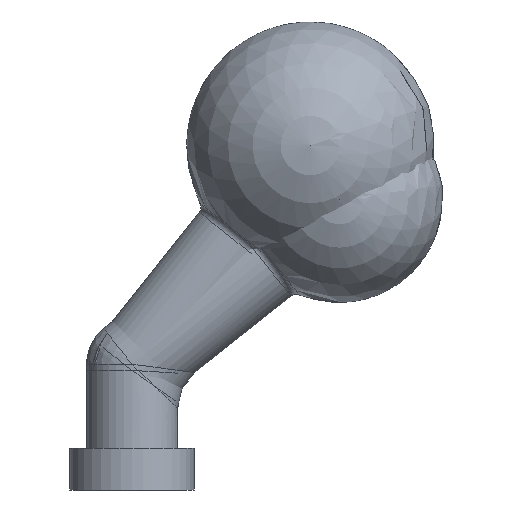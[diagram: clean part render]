
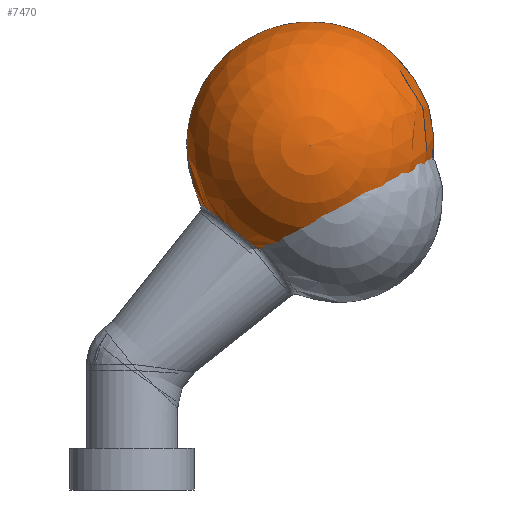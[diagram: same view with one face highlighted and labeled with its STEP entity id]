
A CAD part, front view. The second image highlights one B-rep face of the part: STEP entity #7470.
In plain terms, the highlighted spherical face has radius 30 mm.
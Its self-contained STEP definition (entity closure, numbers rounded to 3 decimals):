
#1646 = DIRECTION ( 'NONE',  ( 0.622, 0., 0.783 ) ) ;
#3009 = DIRECTION ( 'NONE',  ( -0.783, 0., 0.622 ) ) ;
#3695 = DIRECTION ( 'NONE',  ( 0.783, 0., -0.622 ) ) ;
#7470 = ADVANCED_FACE ( 'NONE', ( #11145 ), #8444, .T. ) ;
#8077 = CARTESIAN_POINT ( 'NONE',  ( 43., 0., 73. ) ) ;
#8166 = CARTESIAN_POINT ( 'NONE',  ( 35.501, 0., 43.952 ) ) ;
#8444 = SPHERICAL_SURFACE ( 'NONE', #11361, 30. ) ;
#8790 = CIRCLE ( 'NONE', #9499, 12.188 ) ;
#9082 = DIRECTION ( 'NONE',  ( 0., 1., 0. ) ) ;
#9499 = AXIS2_PLACEMENT_3D ( 'NONE', #11856, #1646, #3695 ) ;
#9766 = EDGE_LOOP ( 'NONE', ( #10322 ) ) ;
#10322 = ORIENTED_EDGE ( 'NONE', *, *, #12594, .T. ) ;
#10405 = VERTEX_POINT ( 'NONE', #8166 ) ;
#11145 = FACE_OUTER_BOUND ( 'NONE', #9766, .T. ) ;
#11361 = AXIS2_PLACEMENT_3D ( 'NONE', #8077, #9082, #3009 ) ;
#11856 = CARTESIAN_POINT ( 'NONE',  ( 25.956, 0., 51.53 ) ) ;
#12594 = EDGE_CURVE ( 'NONE', #10405, #10405, #8790, .T. ) ;
